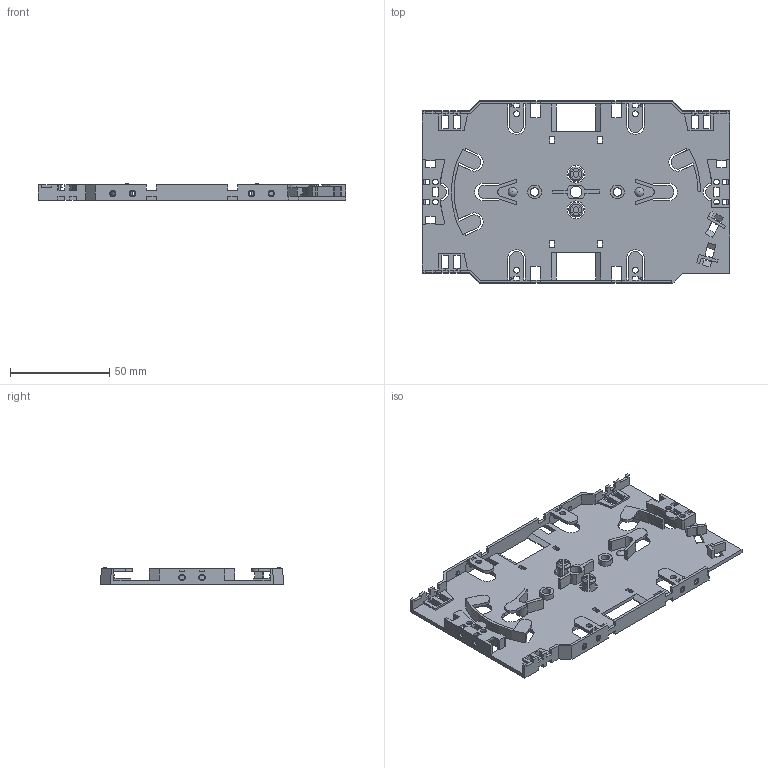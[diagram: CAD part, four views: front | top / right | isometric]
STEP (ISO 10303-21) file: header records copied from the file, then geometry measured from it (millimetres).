
FILE_DESCRIPTION(/* description */ (''),/* implementation_level */ '2;1');
FILE_NAME(/* name */ 'Spleißkassette - ENG-015710.stp',/* time_stamp */ '2016-10-14T12:19:46+02:00',/* author */ ('Eichinger'),/* organization */ (''),/* preprocessor_version */ 'ST-DEVELOPER v16.5',/* originating_system */ 'Autodesk Inventor 2017',/* authorisation */ '');
FILE_SCHEMA (('AUTOMOTIVE_DESIGN { 1 0 10303 214 3 1 1 }'));
Length unit declared in the file: millimetre
Products named in the file (1): ENG-015710
Bounding box: 155 x 92.1 x 8.5 mm (x, y, z)
Volume: 28999.4 mm3; surface area: 35949 mm2
Topology: 1 solids, 1 shells, 552 faces, 1708 edges, 1119 vertices
Faces by surface type: plane 401, cylinder 121, cone 20, bspline 8, sphere 2
Full cylindrical faces by diameter (mm): 1.25 x4, 2.446 x1, 2.45 x11, 2.9 x4, 2.95 x4, 4.2 x2, 5.9 x1, 7 x2
Entity records: 19191 total; most frequent: CARTESIAN_POINT 3771, ORIENTED_EDGE 3324, DIRECTION 2995, EDGE_CURVE 1662, LINE 1339, VECTOR 1339, VERTEX_POINT 1108, AXIS2_PLACEMENT_3D 828
